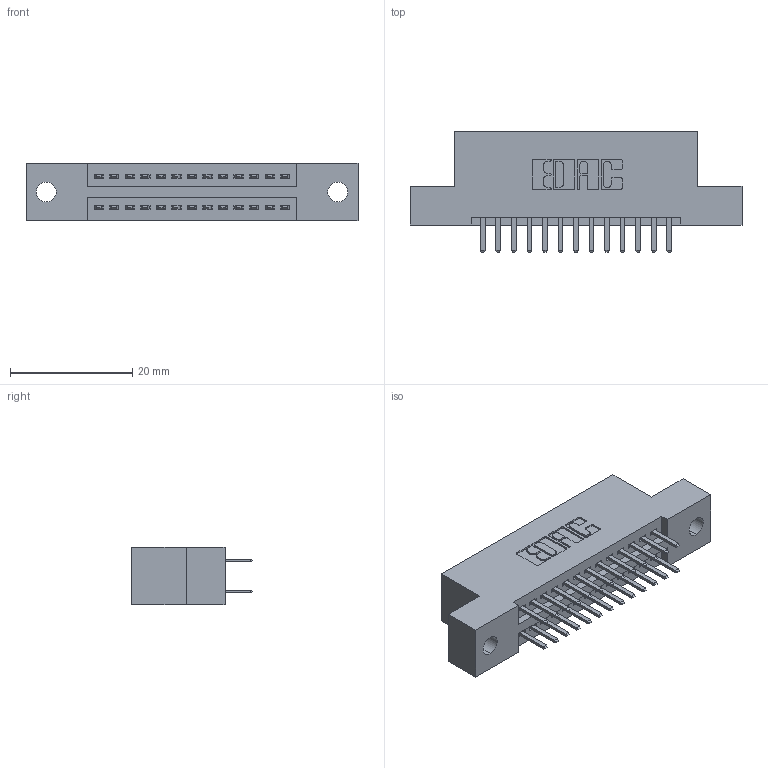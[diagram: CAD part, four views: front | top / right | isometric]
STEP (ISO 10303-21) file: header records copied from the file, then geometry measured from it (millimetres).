
FILE_DESCRIPTION (( 'STEP AP203' ), '1' );
FILE_NAME ('395-026-520-202.STEP', '2019-10-16T17:13:43', ( '' ), ( '' ), 'SwSTEP 2.0', 'SolidWorks 2016', '' );
FILE_SCHEMA (( 'CONFIG_CONTROL_DESIGN' ));
Length unit declared in the file: inch
Products named in the file (3): 345-292-001_345-293-120; 395-026-520-202; 345 Part_Flush Mounting Lugs - 0.128 Dia
Assembly tree (27 placements, depth 2):
  395-026-520-202
    345 Part_Flush Mounting Lugs - 0.128 Dia
    345-292-001_345-293-120  x26
Bounding box: 54.23 x 19.68 x 9.4 mm (x, y, z)
Volume: 4950.6 mm3; surface area: 6459.1 mm2
Topology: 27 solids, 27 shells, 1530 faces, 4423 edges, 2878 vertices
Faces by surface type: plane 990, cylinder 540
Entity records: 14221 total; most frequent: CARTESIAN_POINT 2424, ORIENTED_EDGE 2346, DIRECTION 2161, EDGE_CURVE 1173, LINE 985, VECTOR 985, VERTEX_POINT 778, AXIS2_PLACEMENT_3D 588
